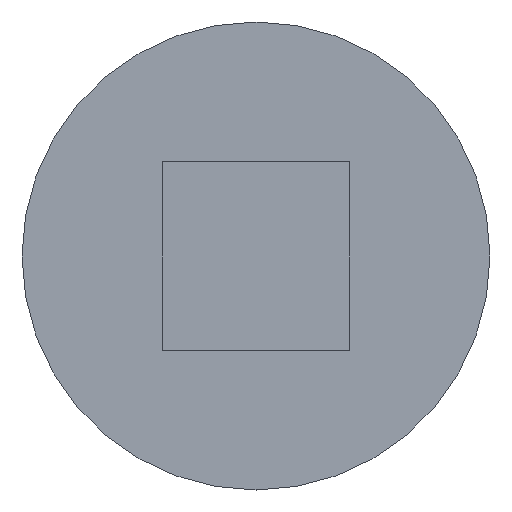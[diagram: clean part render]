
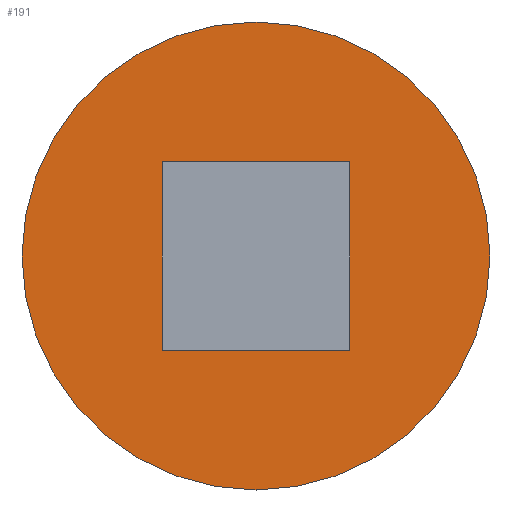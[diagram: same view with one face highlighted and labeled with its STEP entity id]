
A CAD part, left-side view. The second image highlights one B-rep face of the part: STEP entity #191.
In plain terms, the highlighted planar face has unit normal (-1, 0, 0).
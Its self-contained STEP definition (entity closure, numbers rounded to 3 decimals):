
#4 = ORIENTED_EDGE ( 'NONE', *, *, #295, .T. ) ;
#66 = LINE ( 'NONE', #425, #457 ) ;
#75 = LINE ( 'NONE', #533, #401 ) ;
#83 = DIRECTION ( 'NONE',  ( 0., 0., 1. ) ) ;
#92 = EDGE_CURVE ( 'NONE', #516, #614, #66, .T. ) ;
#99 = ORIENTED_EDGE ( 'NONE', *, *, #184, .F. ) ;
#131 = DIRECTION ( 'NONE',  ( -1., 0., 0. ) ) ;
#134 = VECTOR ( 'NONE', #173, 1000. ) ;
#159 = VERTEX_POINT ( 'NONE', #318 ) ;
#164 = DIRECTION ( 'NONE',  ( 0., 0., 1. ) ) ;
#166 = VECTOR ( 'NONE', #591, 1000. ) ;
#173 = DIRECTION ( 'NONE',  ( 0., -1., 0. ) ) ;
#177 = DIRECTION ( 'NONE',  ( 0., 0., 1. ) ) ;
#179 = DIRECTION ( 'NONE',  ( -1., 0., 0. ) ) ;
#184 = EDGE_CURVE ( 'NONE', #614, #159, #474, .T. ) ;
#191 = ADVANCED_FACE ( 'NONE', ( #381, #642 ), #636, .T. ) ;
#263 = ORIENTED_EDGE ( 'NONE', *, *, #465, .T. ) ;
#266 = VERTEX_POINT ( 'NONE', #286 ) ;
#276 = CARTESIAN_POINT ( 'NONE',  ( -52., -6., -6.031 ) ) ;
#283 = CARTESIAN_POINT ( 'NONE',  ( -52., 0., 0. ) ) ;
#286 = CARTESIAN_POINT ( 'NONE',  ( -52., 0., 15. ) ) ;
#295 = EDGE_CURVE ( 'NONE', #461, #266, #310, .T. ) ;
#310 = CIRCLE ( 'NONE', #528, 15. ) ;
#318 = CARTESIAN_POINT ( 'NONE',  ( -52., 6., 6.031 ) ) ;
#324 = CIRCLE ( 'NONE', #451, 15. ) ;
#331 = CARTESIAN_POINT ( 'NONE',  ( -52., 0., -15. ) ) ;
#337 = CARTESIAN_POINT ( 'NONE',  ( -52., 0., 0. ) ) ;
#366 = CARTESIAN_POINT ( 'NONE',  ( -52., 6., -6.031 ) ) ;
#370 = DIRECTION ( 'NONE',  ( 0., 0., -1. ) ) ;
#373 = CARTESIAN_POINT ( 'NONE',  ( -52., -6., -6.031 ) ) ;
#381 = FACE_BOUND ( 'NONE', #612, .T. ) ;
#398 = ORIENTED_EDGE ( 'NONE', *, *, #542, .F. ) ;
#401 = VECTOR ( 'NONE', #370, 1000. ) ;
#404 = CARTESIAN_POINT ( 'NONE',  ( -52., -6., 6.031 ) ) ;
#425 = CARTESIAN_POINT ( 'NONE',  ( -52., -6., 6.031 ) ) ;
#427 = LINE ( 'NONE', #276, #134 ) ;
#444 = EDGE_CURVE ( 'NONE', #570, #516, #427, .T. ) ;
#451 = AXIS2_PLACEMENT_3D ( 'NONE', #283, #485, #164 ) ;
#457 = VECTOR ( 'NONE', #581, 1000. ) ;
#461 = VERTEX_POINT ( 'NONE', #331 ) ;
#465 = EDGE_CURVE ( 'NONE', #266, #461, #324, .T. ) ;
#474 = LINE ( 'NONE', #584, #166 ) ;
#485 = DIRECTION ( 'NONE',  ( -1., 0., 0. ) ) ;
#512 = ORIENTED_EDGE ( 'NONE', *, *, #92, .F. ) ;
#516 = VERTEX_POINT ( 'NONE', #373 ) ;
#528 = AXIS2_PLACEMENT_3D ( 'NONE', #337, #179, #83 ) ;
#533 = CARTESIAN_POINT ( 'NONE',  ( -52., 6., 6.031 ) ) ;
#539 = CARTESIAN_POINT ( 'NONE',  ( -52., 0., 0. ) ) ;
#542 = EDGE_CURVE ( 'NONE', #159, #570, #75, .T. ) ;
#557 = AXIS2_PLACEMENT_3D ( 'NONE', #539, #131, #177 ) ;
#568 = EDGE_LOOP ( 'NONE', ( #4, #263 ) ) ;
#570 = VERTEX_POINT ( 'NONE', #366 ) ;
#573 = ORIENTED_EDGE ( 'NONE', *, *, #444, .F. ) ;
#581 = DIRECTION ( 'NONE',  ( 0., 0., 1. ) ) ;
#584 = CARTESIAN_POINT ( 'NONE',  ( -52., -6., 6.031 ) ) ;
#591 = DIRECTION ( 'NONE',  ( 0., 1., 0. ) ) ;
#612 = EDGE_LOOP ( 'NONE', ( #573, #398, #99, #512 ) ) ;
#614 = VERTEX_POINT ( 'NONE', #404 ) ;
#636 = PLANE ( 'NONE',  #557 ) ;
#642 = FACE_OUTER_BOUND ( 'NONE', #568, .T. ) ;
